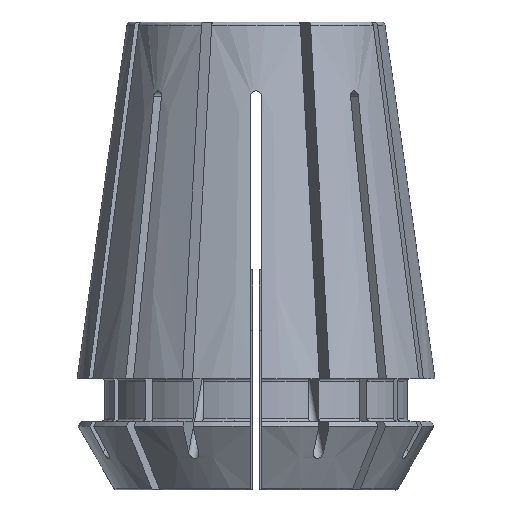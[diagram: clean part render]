
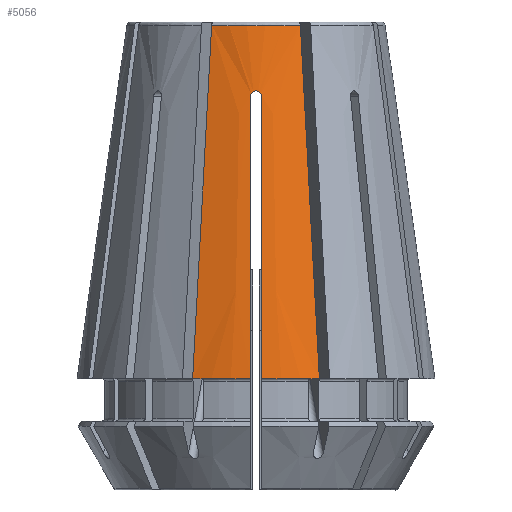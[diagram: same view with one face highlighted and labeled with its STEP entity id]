
A CAD part, front view. The second image highlights one B-rep face of the part: STEP entity #5056.
In plain terms, the highlighted conical face has half-angle 8 degrees and reference radius 13 mm.
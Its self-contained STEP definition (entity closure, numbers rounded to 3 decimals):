
#31=CONICAL_SURFACE('',#5442,13.,0.14);
#162=B_SPLINE_CURVE_WITH_KNOTS('',3,(#8039,#8040,#8041,#8042),
 .UNSPECIFIED.,.F.,.F.,(4,4),(0.,0.026),
 .UNSPECIFIED.);
#163=B_SPLINE_CURVE_WITH_KNOTS('',3,(#8046,#8047,#8048,#8049),
 .UNSPECIFIED.,.F.,.F.,(4,4),(0.,0.026),
 .UNSPECIFIED.);
#164=B_SPLINE_CURVE_WITH_KNOTS('',3,(#8050,#8051,#8052,#8053),
 .UNSPECIFIED.,.F.,.F.,(4,4),(0.016,0.037),
 .UNSPECIFIED.);
#165=B_SPLINE_CURVE_WITH_KNOTS('',3,(#8055,#8056,#8057,#8058,#8059),
 .UNSPECIFIED.,.F.,.F.,(4,1,4),(-0.001,0.,
0.001),.UNSPECIFIED.);
#166=B_SPLINE_CURVE_WITH_KNOTS('',3,(#8061,#8062,#8063,#8064),
 .UNSPECIFIED.,.F.,.F.,(4,4),(0.016,0.037),
 .UNSPECIFIED.);
#580=CIRCLE('',#5420,13.);
#588=CIRCLE('',#5437,13.);
#591=CIRCLE('',#5443,9.396);
#1129=ORIENTED_EDGE('',*,*,#2670,.T.);
#1130=ORIENTED_EDGE('',*,*,#2709,.T.);
#1131=ORIENTED_EDGE('',*,*,#2710,.F.);
#1132=ORIENTED_EDGE('',*,*,#2711,.F.);
#1133=ORIENTED_EDGE('',*,*,#2700,.T.);
#1134=ORIENTED_EDGE('',*,*,#2712,.T.);
#1135=ORIENTED_EDGE('',*,*,#2713,.T.);
#1136=ORIENTED_EDGE('',*,*,#2714,.F.);
#2670=EDGE_CURVE('',#3436,#3435,#580,.T.);
#2700=EDGE_CURVE('',#3455,#3454,#588,.T.);
#2709=EDGE_CURVE('',#3435,#3461,#162,.T.);
#2710=EDGE_CURVE('',#3462,#3461,#591,.T.);
#2711=EDGE_CURVE('',#3455,#3462,#163,.T.);
#2712=EDGE_CURVE('',#3454,#3463,#164,.F.);
#2713=EDGE_CURVE('',#3463,#3464,#165,.T.);
#2714=EDGE_CURVE('',#3436,#3464,#166,.F.);
#3435=VERTEX_POINT('',#7900);
#3436=VERTEX_POINT('',#7902);
#3454=VERTEX_POINT('',#8010);
#3455=VERTEX_POINT('',#8012);
#3461=VERTEX_POINT('',#8043);
#3462=VERTEX_POINT('',#8045);
#3463=VERTEX_POINT('',#8054);
#3464=VERTEX_POINT('',#8060);
#4420=EDGE_LOOP('',(#1129,#1130,#1131,#1132,#1133,#1134,#1135,#1136));
#4688=FACE_BOUND('',#4420,.T.);
#5056=ADVANCED_FACE('',(#4688),#31,.T.);
#5420=AXIS2_PLACEMENT_3D('',#7901,#6210,#6211);
#5437=AXIS2_PLACEMENT_3D('',#8011,#6250,#6251);
#5442=AXIS2_PLACEMENT_3D('',#8038,#6263,#6264);
#5443=AXIS2_PLACEMENT_3D('',#8044,#6265,#6266);
#6210=DIRECTION('',(0.,0.,1.));
#6211=DIRECTION('',(1.,0.,0.));
#6250=DIRECTION('',(0.,0.,1.));
#6251=DIRECTION('',(1.,0.,0.));
#6263=DIRECTION('',(0.,0.,-1.));
#6264=DIRECTION('',(-1.,0.,0.));
#6265=DIRECTION('',(0.,0.,1.));
#6266=DIRECTION('',(1.,0.,0.));
#7900=CARTESIAN_POINT('',(4.603,-12.158,8.1));
#7901=CARTESIAN_POINT('',(0.,0.,8.1));
#7902=CARTESIAN_POINT('',(0.4,-12.994,8.1));
#8010=CARTESIAN_POINT('',(-0.4,-12.994,8.1));
#8011=CARTESIAN_POINT('',(0.,0.,8.1));
#8012=CARTESIAN_POINT('',(-4.603,-12.158,8.1));
#8038=CARTESIAN_POINT('',(0.,0.,8.1));
#8039=CARTESIAN_POINT('',(4.603,-12.158,8.1));
#8040=CARTESIAN_POINT('',(4.143,-11.047,16.647));
#8041=CARTESIAN_POINT('',(3.683,-9.937,25.195));
#8042=CARTESIAN_POINT('',(3.223,-8.826,33.742));
#8043=CARTESIAN_POINT('',(3.223,-8.826,33.742));
#8044=CARTESIAN_POINT('',(0.,0.,33.742));
#8045=CARTESIAN_POINT('',(-3.223,-8.826,33.742));
#8046=CARTESIAN_POINT('',(-4.603,-12.158,8.1));
#8047=CARTESIAN_POINT('',(-4.143,-11.047,16.647));
#8048=CARTESIAN_POINT('',(-3.683,-9.937,25.195));
#8049=CARTESIAN_POINT('',(-3.223,-8.826,33.742));
#8050=CARTESIAN_POINT('',(-0.4,-10.111,28.6));
#8051=CARTESIAN_POINT('',(-0.4,-11.072,21.767));
#8052=CARTESIAN_POINT('',(-0.4,-12.033,14.933));
#8053=CARTESIAN_POINT('',(-0.4,-12.994,8.1));
#8054=CARTESIAN_POINT('',(-0.4,-10.111,28.6));
#8055=CARTESIAN_POINT('',(-0.4,-10.111,28.6));
#8056=CARTESIAN_POINT('',(-0.4,-10.081,28.81));
#8057=CARTESIAN_POINT('',(0.,-10.044,29.19));
#8058=CARTESIAN_POINT('',(0.4,-10.081,28.81));
#8059=CARTESIAN_POINT('',(0.4,-10.111,28.6));
#8060=CARTESIAN_POINT('',(0.4,-10.111,28.6));
#8061=CARTESIAN_POINT('',(0.4,-10.111,28.6));
#8062=CARTESIAN_POINT('',(0.4,-11.072,21.767));
#8063=CARTESIAN_POINT('',(0.4,-12.033,14.933));
#8064=CARTESIAN_POINT('',(0.4,-12.994,8.1));
